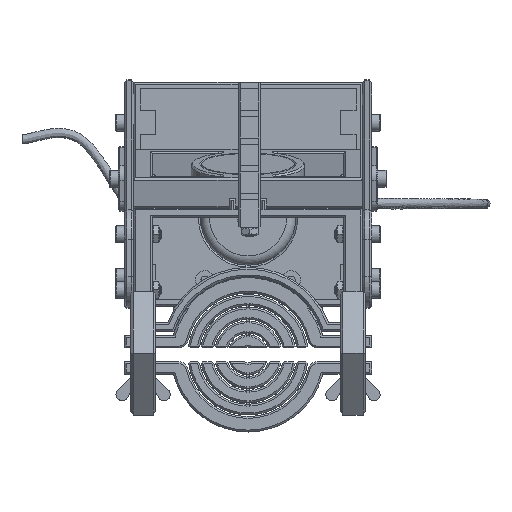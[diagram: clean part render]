
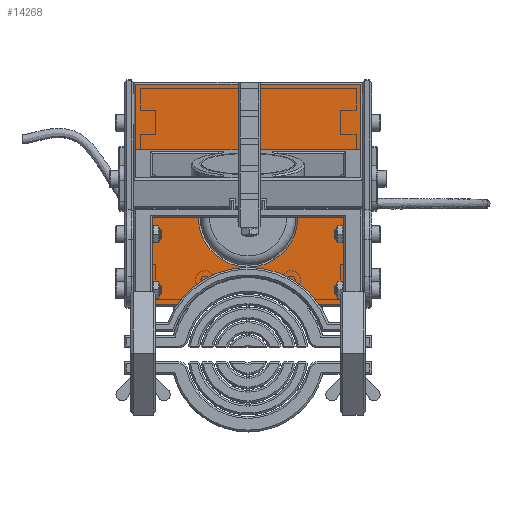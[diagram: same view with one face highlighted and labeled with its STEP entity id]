
A CAD part, top view. The second image highlights one B-rep face of the part: STEP entity #14268.
In plain terms, the highlighted planar face has unit normal (0, 0, 1).
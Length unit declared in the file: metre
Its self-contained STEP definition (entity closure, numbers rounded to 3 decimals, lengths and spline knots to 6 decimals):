
#974=CIRCLE('',#15692,0.0161);
#975=CIRCLE('',#15693,0.0256);
#3436=ORIENTED_EDGE('',*,*,#6191,.T.);
#3437=ORIENTED_EDGE('',*,*,#6192,.T.);
#3438=ORIENTED_EDGE('',*,*,#6193,.T.);
#3439=ORIENTED_EDGE('',*,*,#6194,.T.);
#3440=ORIENTED_EDGE('',*,*,#6195,.T.);
#3441=ORIENTED_EDGE('',*,*,#6196,.T.);
#3442=ORIENTED_EDGE('',*,*,#6197,.T.);
#6191=EDGE_CURVE('',#7719,#7719,#974,.F.);
#6192=EDGE_CURVE('',#7720,#7721,#8936,.T.);
#6193=EDGE_CURVE('',#7721,#7722,#975,.F.);
#6194=EDGE_CURVE('',#7722,#7723,#8937,.T.);
#6195=EDGE_CURVE('',#7723,#7724,#8938,.T.);
#6196=EDGE_CURVE('',#7724,#7725,#8939,.T.);
#6197=EDGE_CURVE('',#7725,#7720,#8940,.T.);
#7719=VERTEX_POINT('',#23570);
#7720=VERTEX_POINT('',#23572);
#7721=VERTEX_POINT('',#23573);
#7722=VERTEX_POINT('',#23575);
#7723=VERTEX_POINT('',#23577);
#7724=VERTEX_POINT('',#23579);
#7725=VERTEX_POINT('',#23581);
#8936=LINE('',#23571,#10319);
#8937=LINE('',#23576,#10320);
#8938=LINE('',#23578,#10321);
#8939=LINE('',#23580,#10322);
#8940=LINE('',#23582,#10323);
#10319=VECTOR('',#18602,1.);
#10320=VECTOR('',#18605,1.);
#10321=VECTOR('',#18606,1.);
#10322=VECTOR('',#18607,1.);
#10323=VECTOR('',#18608,1.);
#11596=EDGE_LOOP('',(#3436));
#11597=EDGE_LOOP('',(#3437,#3438,#3439,#3440,#3441,#3442));
#12691=FACE_BOUND('',#11596,.T.);
#12692=FACE_BOUND('',#11597,.T.);
#13473=PLANE('',#15691);
#14268=ADVANCED_FACE('',(#12691,#12692),#13473,.T.);
#15691=AXIS2_PLACEMENT_3D('',#23568,#18598,#18599);
#15692=AXIS2_PLACEMENT_3D('',#23569,#18600,#18601);
#15693=AXIS2_PLACEMENT_3D('',#23574,#18603,#18604);
#18598=DIRECTION('',(0.,0.,1.));
#18599=DIRECTION('',(1.,0.,0.));
#18600=DIRECTION('',(0.,0.,1.));
#18601=DIRECTION('',(0.,-1.,0.));
#18602=DIRECTION('',(1.,0.,0.));
#18603=DIRECTION('',(0.,0.,1.));
#18604=DIRECTION('',(0.,-1.,0.));
#18605=DIRECTION('',(1.,0.,0.));
#18606=DIRECTION('',(0.,1.,0.));
#18607=DIRECTION('',(-1.,0.,0.));
#18608=DIRECTION('',(0.,-1.,0.));
#23568=CARTESIAN_POINT('',(0.001125,0.016657,0.012));
#23569=CARTESIAN_POINT('',(0.,0.0295,0.012));
#23570=CARTESIAN_POINT('',(0.,0.0134,0.012));
#23571=CARTESIAN_POINT('',(0.001125,0.00135,0.012));
#23572=CARTESIAN_POINT('',(-0.0364,0.00135,0.012));
#23573=CARTESIAN_POINT('',(-0.019699,0.00135,0.012));
#23574=CARTESIAN_POINT('',(0.,-0.015,0.012));
#23575=CARTESIAN_POINT('',(0.019699,0.00135,0.012));
#23576=CARTESIAN_POINT('',(0.001125,0.00135,0.012));
#23577=CARTESIAN_POINT('',(0.0364,0.00135,0.012));
#23578=CARTESIAN_POINT('',(0.0364,0.016657,0.012));
#23579=CARTESIAN_POINT('',(0.0364,0.072714,0.012));
#23580=CARTESIAN_POINT('',(-0.037,0.072714,0.012));
#23581=CARTESIAN_POINT('',(-0.0364,0.072714,0.012));
#23582=CARTESIAN_POINT('',(-0.0364,0.00075,0.012));
